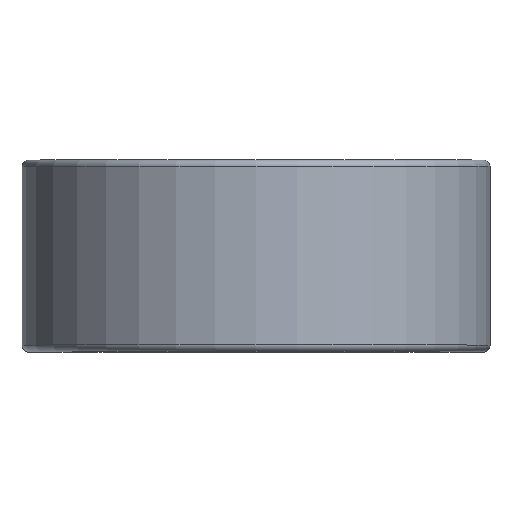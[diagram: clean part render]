
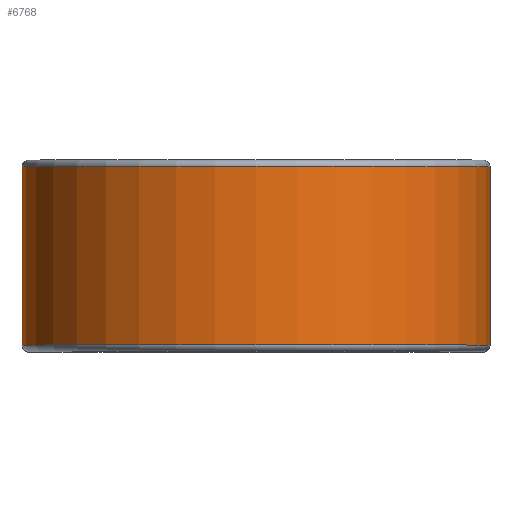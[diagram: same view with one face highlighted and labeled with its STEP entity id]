
A CAD part, top view. The second image highlights one B-rep face of the part: STEP entity #6768.
In plain terms, the highlighted cylindrical face has radius 17.45 mm (diameter 34.9 mm), a partial arc.
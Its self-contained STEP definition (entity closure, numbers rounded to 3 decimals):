
#54=CYLINDRICAL_SURFACE('',#7064,17.45);
#76=CIRCLE('',#7035,17.45);
#80=CIRCLE('',#7045,17.45);
#728=FACE_OUTER_BOUND('',#1132,.T.);
#1132=EDGE_LOOP('',(#6218,#6219,#6220,#6221));
#1817=LINE('',#12384,#2492);
#1818=LINE('',#12385,#2493);
#2492=VECTOR('',#8299,10.);
#2493=VECTOR('',#8300,10.);
#3356=VERTEX_POINT('',#12310);
#3357=VERTEX_POINT('',#12314);
#3359=VERTEX_POINT('',#12327);
#3361=VERTEX_POINT('',#12333);
#4296=EDGE_CURVE('',#3356,#3357,#76,.T.);
#4307=EDGE_CURVE('',#3359,#3361,#80,.T.);
#4332=EDGE_CURVE('',#3356,#3361,#1817,.T.);
#4333=EDGE_CURVE('',#3357,#3359,#1818,.T.);
#6218=ORIENTED_EDGE('',*,*,#4296,.F.);
#6219=ORIENTED_EDGE('',*,*,#4332,.T.);
#6220=ORIENTED_EDGE('',*,*,#4307,.F.);
#6221=ORIENTED_EDGE('',*,*,#4333,.F.);
#6768=ADVANCED_FACE('',(#728),#54,.T.);
#7035=AXIS2_PLACEMENT_3D('',#12316,#8214,#8215);
#7045=AXIS2_PLACEMENT_3D('',#12337,#8240,#8241);
#7064=AXIS2_PLACEMENT_3D('',#12383,#8297,#8298);
#8214=DIRECTION('center_axis',(0.,-1.,0.));
#8215=DIRECTION('ref_axis',(0.,0.,1.));
#8240=DIRECTION('center_axis',(0.,1.,0.));
#8241=DIRECTION('ref_axis',(0.,0.,1.));
#8297=DIRECTION('center_axis',(0.,1.,0.));
#8298=DIRECTION('ref_axis',(-1.,0.,0.));
#8299=DIRECTION('',(0.,1.,0.));
#8300=DIRECTION('',(0.,1.,0.));
#12310=CARTESIAN_POINT('',(17.45,-6.65,17.45));
#12314=CARTESIAN_POINT('',(-17.45,-6.65,17.45));
#12316=CARTESIAN_POINT('Origin',(0.,-6.65,17.45));
#12327=CARTESIAN_POINT('',(-17.45,6.65,17.45));
#12333=CARTESIAN_POINT('',(17.45,6.65,17.45));
#12337=CARTESIAN_POINT('Origin',(0.,6.65,17.45));
#12383=CARTESIAN_POINT('Origin',(0.,0.,17.45));
#12384=CARTESIAN_POINT('',(17.45,0.,17.45));
#12385=CARTESIAN_POINT('',(-17.45,0.,17.45));
